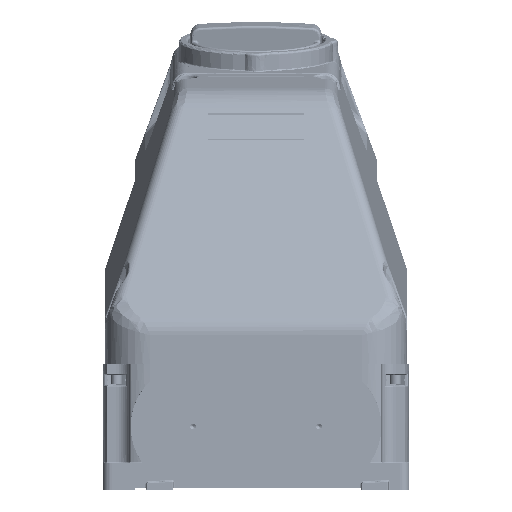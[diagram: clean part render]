
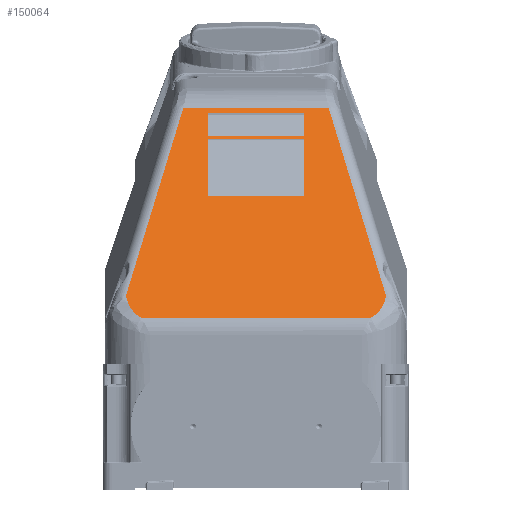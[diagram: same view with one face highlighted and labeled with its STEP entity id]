
A CAD part, left-side view. The second image highlights one B-rep face of the part: STEP entity #150064.
In plain terms, the highlighted face is planar.
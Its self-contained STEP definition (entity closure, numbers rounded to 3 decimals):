
#85 = CARTESIAN_POINT ( 'NONE',  ( -42.998, 72.651, -123.797 ) ) ;
#1635 = ORIENTED_EDGE ( 'NONE', *, *, #226381, .T. ) ;
#6903 = CARTESIAN_POINT ( 'NONE',  ( -46.119, 68.933, -124.933 ) ) ;
#8104 = CARTESIAN_POINT ( 'NONE',  ( 26.491, 155.466, -98.505 ) ) ;
#8686 =( BOUNDED_CURVE ( )  B_SPLINE_CURVE ( 3, ( #208803, #64819, #137146, #29429 ),
 .UNSPECIFIED., .F., .F. ) 
 B_SPLINE_CURVE_WITH_KNOTS ( ( 4, 4 ),
 ( 4.905, 5.924 ),
 .UNSPECIFIED. ) 
 CURVE ( )  GEOMETRIC_REPRESENTATION_ITEM ( )  RATIONAL_B_SPLINE_CURVE ( ( 1., 0.915, 0.915, 1. ) ) 
 REPRESENTATION_ITEM ( '' )  );
#13079 = ORIENTED_EDGE ( 'NONE', *, *, #29323, .F. ) ;
#13658 = CARTESIAN_POINT ( 'NONE',  ( 15.979, 142.937, -45.25 ) ) ;
#13660 = LINE ( 'NONE', #142803, #151508 ) ;
#16034 = VECTOR ( 'NONE', #215040, 1000. ) ;
#16138 = CARTESIAN_POINT ( 'NONE',  ( -6.197, 116.509, -87.75 ) ) ;
#16471 = CARTESIAN_POINT ( 'NONE',  ( 26.491, 155.466, -34.495 ) ) ;
#17170 = EDGE_CURVE ( 'NONE', #161061, #212555, #179474, .T. ) ;
#18442 = VECTOR ( 'NONE', #20590, 1000. ) ;
#20590 = DIRECTION ( 'NONE',  ( 0.643, 0.766, 0. ) ) ;
#24084 = VERTEX_POINT ( 'NONE', #203061 ) ;
#26732 = ORIENTED_EDGE ( 'NONE', *, *, #157687, .T. ) ;
#27070 = EDGE_CURVE ( 'NONE', #70379, #159756, #188207, .T. ) ;
#29323 = EDGE_CURVE ( 'NONE', #176844, #103510, #137583, .T. ) ;
#29429 = CARTESIAN_POINT ( 'NONE',  ( -51.193, 62.886, -116.866 ) ) ;
#34905 = CARTESIAN_POINT ( 'NONE',  ( 26.491, 155.466, -317.674 ) ) ;
#35092 = DIRECTION ( 'NONE',  ( 0., 0., 1. ) ) ;
#40932 = CARTESIAN_POINT ( 'NONE',  ( 15.979, 142.937, -45.25 ) ) ;
#53226 = ORIENTED_EDGE ( 'NONE', *, *, #27070, .T. ) ;
#53397 = FACE_BOUND ( 'NONE', #190482, .T. ) ;
#54104 = CARTESIAN_POINT ( 'NONE',  ( 15.979, 142.937, -87.75 ) ) ;
#54589 = VECTOR ( 'NONE', #100757, 1000. ) ;
#57842 = VERTEX_POINT ( 'NONE', #132109 ) ;
#58498 = EDGE_CURVE ( 'NONE', #24084, #139913, #112804, .T. ) ;
#58712 = CARTESIAN_POINT ( 'NONE',  ( -49.819, 64.523, -12.475 ) ) ;
#63608 = EDGE_CURVE ( 'NONE', #133921, #159756, #192954, .T. ) ;
#64819 = CARTESIAN_POINT ( 'NONE',  ( -46.835, 68.079, -123.049 ) ) ;
#67245 =( BOUNDED_CURVE ( )  B_SPLINE_CURVE ( 3, ( #184490, #58712, #202654, #94876 ),
 .UNSPECIFIED., .F., .F. ) 
 B_SPLINE_CURVE_WITH_KNOTS ( ( 4, 4 ),
 ( 0.359, 1.378 ),
 .UNSPECIFIED. ) 
 CURVE ( )  GEOMETRIC_REPRESENTATION_ITEM ( )  RATIONAL_B_SPLINE_CURVE ( ( 1., 0.915, 0.915, 1. ) ) 
 REPRESENTATION_ITEM ( '' )  );
#69511 = LINE ( 'NONE', #34905, #16034 ) ;
#70379 = VERTEX_POINT ( 'NONE', #107637 ) ;
#70776 = EDGE_CURVE ( 'NONE', #115366, #176844, #13660, .T. ) ;
#71034 = DIRECTION ( 'NONE',  ( -0.643, -0.766, 0. ) ) ;
#71330 = ORIENTED_EDGE ( 'NONE', *, *, #70776, .F. ) ;
#74628 = CARTESIAN_POINT ( 'NONE',  ( 15.076, 141.862, -88.617 ) ) ;
#75695 = DIRECTION ( 'NONE',  ( 0.643, 0.766, 0. ) ) ;
#82100 = PLANE ( 'NONE',  #133704 ) ;
#83879 = VECTOR ( 'NONE', #222344, 1000. ) ;
#84154 = VECTOR ( 'NONE', #75695, 1000. ) ;
#88145 = EDGE_CURVE ( 'NONE', #191079, #133921, #186660, .T. ) ;
#92556 = VECTOR ( 'NONE', #138914, 1000. ) ;
#94876 = CARTESIAN_POINT ( 'NONE',  ( -42.998, 72.651, -9.203 ) ) ;
#95357 = ORIENTED_EDGE ( 'NONE', *, *, #96251, .F. ) ;
#96251 = EDGE_CURVE ( 'NONE', #161061, #139913, #69511, .T. ) ;
#100230 = DIRECTION ( 'NONE',  ( -0.643, -0.766, 0. ) ) ;
#100757 = DIRECTION ( 'NONE',  ( 0., 0., 1. ) ) ;
#101289 = FACE_BOUND ( 'NONE', #229246, .T. ) ;
#101473 = ORIENTED_EDGE ( 'NONE', *, *, #154871, .T. ) ;
#102037 = CARTESIAN_POINT ( 'NONE',  ( 24.397, 152.97, -88.617 ) ) ;
#103377 = DIRECTION ( 'NONE',  ( 0., 0., 1. ) ) ;
#103510 = VERTEX_POINT ( 'NONE', #118616 ) ;
#104210 = EDGE_CURVE ( 'NONE', #70379, #191079, #195762, .T. ) ;
#105562 = CARTESIAN_POINT ( 'NONE',  ( -51.193, 62.886, -16.134 ) ) ;
#107275 = CARTESIAN_POINT ( 'NONE',  ( 24.014, 152.513, -87.75 ) ) ;
#107637 = CARTESIAN_POINT ( 'NONE',  ( 24.397, 152.97, -87.75 ) ) ;
#112804 = LINE ( 'NONE', #191496, #149237 ) ;
#115366 = VERTEX_POINT ( 'NONE', #16138 ) ;
#118380 = ORIENTED_EDGE ( 'NONE', *, *, #104210, .F. ) ;
#118616 = CARTESIAN_POINT ( 'NONE',  ( 15.076, 141.862, -45.25 ) ) ;
#118964 = VECTOR ( 'NONE', #182368, 1000. ) ;
#119903 = DIRECTION ( 'NONE',  ( 0.626, 0.746, -0.228 ) ) ;
#120465 = EDGE_LOOP ( 'NONE', ( #226222, #26732, #101473, #205443, #201033, #95357 ) ) ;
#124607 = LINE ( 'NONE', #74628, #118964 ) ;
#128347 = CARTESIAN_POINT ( 'NONE',  ( 24.014, 152.513, -45.25 ) ) ;
#132109 = CARTESIAN_POINT ( 'NONE',  ( 15.076, 141.862, -87.75 ) ) ;
#133704 = AXIS2_PLACEMENT_3D ( 'NONE', #207210, #207994, #100230 ) ;
#133921 = VERTEX_POINT ( 'NONE', #40932 ) ;
#137146 = CARTESIAN_POINT ( 'NONE',  ( -49.819, 64.523, -120.525 ) ) ;
#137583 = LINE ( 'NONE', #165268, #84154 ) ;
#138149 = CARTESIAN_POINT ( 'NONE',  ( -6.197, 116.509, -45.25 ) ) ;
#138800 = VECTOR ( 'NONE', #103377, 1000. ) ;
#138914 = DIRECTION ( 'NONE',  ( 0., 0., 1. ) ) ;
#139913 = VERTEX_POINT ( 'NONE', #16471 ) ;
#142803 = CARTESIAN_POINT ( 'NONE',  ( -6.197, 116.509, -45.25 ) ) ;
#147805 = VECTOR ( 'NONE', #71034, 1000. ) ;
#149017 = FACE_OUTER_BOUND ( 'NONE', #120465, .T. ) ;
#149237 = VECTOR ( 'NONE', #119903, 1000. ) ;
#150064 = ADVANCED_FACE ( 'NONE', ( #53397, #101289, #149017 ), #82100, .T. ) ;
#150174 = LINE ( 'NONE', #208496, #54589 ) ;
#151508 = VECTOR ( 'NONE', #35092, 1000. ) ;
#152677 = VERTEX_POINT ( 'NONE', #168652 ) ;
#154162 = DIRECTION ( 'NONE',  ( -0.643, -0.766, 0. ) ) ;
#154871 = EDGE_CURVE ( 'NONE', #152677, #223052, #150174, .T. ) ;
#157687 = EDGE_CURVE ( 'NONE', #212555, #152677, #8686, .T. ) ;
#159756 = VERTEX_POINT ( 'NONE', #197053 ) ;
#161061 = VERTEX_POINT ( 'NONE', #8104 ) ;
#164427 = ORIENTED_EDGE ( 'NONE', *, *, #63608, .F. ) ;
#165268 = CARTESIAN_POINT ( 'NONE',  ( 14.693, 141.405, -45.25 ) ) ;
#168652 = CARTESIAN_POINT ( 'NONE',  ( -51.193, 62.886, -116.866 ) ) ;
#176844 = VERTEX_POINT ( 'NONE', #138149 ) ;
#177711 = EDGE_CURVE ( 'NONE', #57842, #115366, #180411, .T. ) ;
#179404 = EDGE_CURVE ( 'NONE', #223052, #24084, #67245, .T. ) ;
#179474 = LINE ( 'NONE', #6903, #83879 ) ;
#180411 = LINE ( 'NONE', #207794, #222635 ) ;
#182368 = DIRECTION ( 'NONE',  ( 0., 0., 1. ) ) ;
#184490 = CARTESIAN_POINT ( 'NONE',  ( -51.193, 62.886, -16.134 ) ) ;
#186660 = LINE ( 'NONE', #13658, #138800 ) ;
#188207 = LINE ( 'NONE', #102037, #92556 ) ;
#190482 = EDGE_LOOP ( 'NONE', ( #205688, #1635, #13079, #71330 ) ) ;
#191079 = VERTEX_POINT ( 'NONE', #54104 ) ;
#191496 = CARTESIAN_POINT ( 'NONE',  ( 25.819, 154.665, -34.251 ) ) ;
#192954 = LINE ( 'NONE', #128347, #18442 ) ;
#195762 = LINE ( 'NONE', #107275, #147805 ) ;
#197053 = CARTESIAN_POINT ( 'NONE',  ( 24.397, 152.97, -45.25 ) ) ;
#201033 = ORIENTED_EDGE ( 'NONE', *, *, #58498, .T. ) ;
#202654 = CARTESIAN_POINT ( 'NONE',  ( -46.835, 68.079, -9.951 ) ) ;
#203061 = CARTESIAN_POINT ( 'NONE',  ( -42.998, 72.651, -9.203 ) ) ;
#205443 = ORIENTED_EDGE ( 'NONE', *, *, #179404, .T. ) ;
#205688 = ORIENTED_EDGE ( 'NONE', *, *, #177711, .F. ) ;
#207210 = CARTESIAN_POINT ( 'NONE',  ( -54., 59.54, -317.674 ) ) ;
#207794 = CARTESIAN_POINT ( 'NONE',  ( 14.693, 141.405, -87.75 ) ) ;
#207994 = DIRECTION ( 'NONE',  ( -0.766, 0.643, 0. ) ) ;
#208496 = CARTESIAN_POINT ( 'NONE',  ( -51.193, 62.886, -317.674 ) ) ;
#208803 = CARTESIAN_POINT ( 'NONE',  ( -42.998, 72.651, -123.797 ) ) ;
#212555 = VERTEX_POINT ( 'NONE', #85 ) ;
#215040 = DIRECTION ( 'NONE',  ( 0., 0., 1. ) ) ;
#222344 = DIRECTION ( 'NONE',  ( -0.626, -0.746, -0.228 ) ) ;
#222635 = VECTOR ( 'NONE', #154162, 1000. ) ;
#223052 = VERTEX_POINT ( 'NONE', #105562 ) ;
#226222 = ORIENTED_EDGE ( 'NONE', *, *, #17170, .T. ) ;
#226381 = EDGE_CURVE ( 'NONE', #57842, #103510, #124607, .T. ) ;
#229246 = EDGE_LOOP ( 'NONE', ( #118380, #53226, #164427, #230840 ) ) ;
#230840 = ORIENTED_EDGE ( 'NONE', *, *, #88145, .F. ) ;
